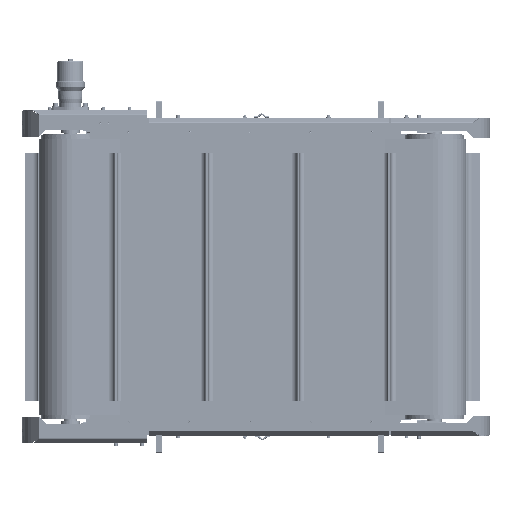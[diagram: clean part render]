
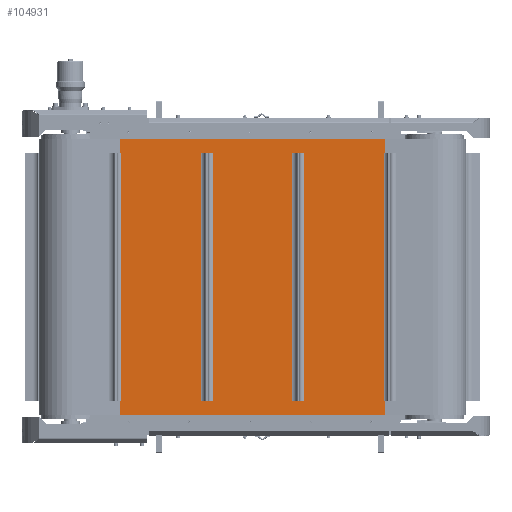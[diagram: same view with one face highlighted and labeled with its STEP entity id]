
A CAD part, left-side view. The second image highlights one B-rep face of the part: STEP entity #104931.
In plain terms, the highlighted planar face has unit normal (-1, 0, 0).
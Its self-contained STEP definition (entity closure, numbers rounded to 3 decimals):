
#1306=FACE_BOUND('',#14317,.T.);
#1307=FACE_BOUND('',#14318,.T.);
#3412=PLANE('',#111012);
#8399=FACE_OUTER_BOUND('',#14316,.T.);
#14316=EDGE_LOOP('',(#69049,#69050,#69051,#69052,#69053,#69054,#69055,#69056,
#69057,#69058,#69059,#69060));
#14317=EDGE_LOOP('',(#69061,#69062,#69063,#69064));
#14318=EDGE_LOOP('',(#69065,#69066,#69067,#69068));
#21052=LINE('',#150619,#30319);
#21058=LINE('',#150635,#30325);
#21071=LINE('',#150664,#30338);
#21073=LINE('',#150669,#30340);
#21077=LINE('',#150676,#30344);
#21078=LINE('',#150680,#30345);
#21082=LINE('',#150688,#30349);
#21095=LINE('',#150722,#30362);
#21097=LINE('',#150725,#30364);
#21098=LINE('',#150729,#30365);
#21102=LINE('',#150737,#30369);
#21115=LINE('',#150771,#30382);
#21117=LINE('',#150774,#30384);
#21118=LINE('',#150778,#30385);
#21136=LINE('',#150823,#30403);
#21139=LINE('',#150827,#30406);
#21140=LINE('',#150830,#30407);
#21141=LINE('',#150831,#30408);
#21142=LINE('',#150833,#30409);
#21143=LINE('',#150834,#30410);
#30319=VECTOR('',#121134,10.);
#30325=VECTOR('',#121146,10.);
#30338=VECTOR('',#121175,10.);
#30340=VECTOR('',#121181,10.);
#30344=VECTOR('',#121185,10.);
#30345=VECTOR('',#121188,10.);
#30349=VECTOR('',#121194,10.);
#30362=VECTOR('',#121227,10.);
#30364=VECTOR('',#121231,10.);
#30365=VECTOR('',#121234,10.);
#30369=VECTOR('',#121240,10.);
#30382=VECTOR('',#121273,10.);
#30384=VECTOR('',#121277,10.);
#30385=VECTOR('',#121280,10.);
#30403=VECTOR('',#121320,10.);
#30406=VECTOR('',#121325,10.);
#30407=VECTOR('',#121328,10.);
#30408=VECTOR('',#121329,10.);
#30409=VECTOR('',#121330,10.);
#30410=VECTOR('',#121331,10.);
#43663=VERTEX_POINT('',#150615);
#43665=VERTEX_POINT('',#150618);
#43672=VERTEX_POINT('',#150634);
#43680=VERTEX_POINT('',#150661);
#43681=VERTEX_POINT('',#150668);
#43684=VERTEX_POINT('',#150674);
#43685=VERTEX_POINT('',#150678);
#43686=VERTEX_POINT('',#150679);
#43689=VERTEX_POINT('',#150687);
#43700=VERTEX_POINT('',#150721);
#43701=VERTEX_POINT('',#150727);
#43702=VERTEX_POINT('',#150728);
#43705=VERTEX_POINT('',#150736);
#43716=VERTEX_POINT('',#150770);
#43717=VERTEX_POINT('',#150776);
#43718=VERTEX_POINT('',#150777);
#43733=VERTEX_POINT('',#150821);
#43734=VERTEX_POINT('',#150822);
#43735=VERTEX_POINT('',#150829);
#43736=VERTEX_POINT('',#150832);
#53442=EDGE_CURVE('',#43665,#43663,#21052,.T.);
#53450=EDGE_CURVE('',#43672,#43665,#21058,.T.);
#53465=EDGE_CURVE('',#43680,#43672,#21071,.T.);
#53467=EDGE_CURVE('',#43681,#43680,#21073,.T.);
#53471=EDGE_CURVE('',#43663,#43684,#21077,.T.);
#53472=EDGE_CURVE('',#43685,#43686,#21078,.T.);
#53476=EDGE_CURVE('',#43689,#43685,#21082,.T.);
#53493=EDGE_CURVE('',#43700,#43689,#21095,.T.);
#53495=EDGE_CURVE('',#43686,#43700,#21097,.T.);
#53496=EDGE_CURVE('',#43701,#43702,#21098,.T.);
#53500=EDGE_CURVE('',#43705,#43701,#21102,.T.);
#53517=EDGE_CURVE('',#43716,#43705,#21115,.T.);
#53519=EDGE_CURVE('',#43702,#43716,#21117,.T.);
#53520=EDGE_CURVE('',#43717,#43718,#21118,.T.);
#53542=EDGE_CURVE('',#43733,#43734,#21136,.T.);
#53545=EDGE_CURVE('',#43718,#43733,#21139,.T.);
#53546=EDGE_CURVE('',#43735,#43684,#21140,.T.);
#53547=EDGE_CURVE('',#43735,#43717,#21141,.T.);
#53548=EDGE_CURVE('',#43734,#43736,#21142,.T.);
#53549=EDGE_CURVE('',#43681,#43736,#21143,.T.);
#69049=ORIENTED_EDGE('',*,*,#53442,.T.);
#69050=ORIENTED_EDGE('',*,*,#53471,.T.);
#69051=ORIENTED_EDGE('',*,*,#53546,.F.);
#69052=ORIENTED_EDGE('',*,*,#53547,.T.);
#69053=ORIENTED_EDGE('',*,*,#53520,.T.);
#69054=ORIENTED_EDGE('',*,*,#53545,.T.);
#69055=ORIENTED_EDGE('',*,*,#53542,.T.);
#69056=ORIENTED_EDGE('',*,*,#53548,.T.);
#69057=ORIENTED_EDGE('',*,*,#53549,.F.);
#69058=ORIENTED_EDGE('',*,*,#53467,.T.);
#69059=ORIENTED_EDGE('',*,*,#53465,.T.);
#69060=ORIENTED_EDGE('',*,*,#53450,.T.);
#69061=ORIENTED_EDGE('',*,*,#53476,.T.);
#69062=ORIENTED_EDGE('',*,*,#53472,.T.);
#69063=ORIENTED_EDGE('',*,*,#53495,.T.);
#69064=ORIENTED_EDGE('',*,*,#53493,.T.);
#69065=ORIENTED_EDGE('',*,*,#53500,.T.);
#69066=ORIENTED_EDGE('',*,*,#53496,.T.);
#69067=ORIENTED_EDGE('',*,*,#53519,.T.);
#69068=ORIENTED_EDGE('',*,*,#53517,.T.);
#104931=ADVANCED_FACE('',(#8399,#1306,#1307),#3412,.T.);
#111012=AXIS2_PLACEMENT_3D('',#150828,#121326,#121327);
#121134=DIRECTION('',(0.,-1.,0.));
#121146=DIRECTION('',(0.,0.,1.));
#121175=DIRECTION('',(0.,1.,0.));
#121181=DIRECTION('',(0.,0.,1.));
#121185=DIRECTION('',(0.,0.,1.));
#121188=DIRECTION('',(0.,0.,1.));
#121194=DIRECTION('',(0.,1.,0.));
#121227=DIRECTION('',(0.,0.,-1.));
#121231=DIRECTION('',(0.,-1.,0.));
#121234=DIRECTION('',(0.,0.,1.));
#121240=DIRECTION('',(0.,1.,0.));
#121273=DIRECTION('',(0.,0.,-1.));
#121277=DIRECTION('',(0.,-1.,0.));
#121280=DIRECTION('',(0.,-1.,0.));
#121320=DIRECTION('',(0.,1.,0.));
#121325=DIRECTION('',(0.,0.,-1.));
#121326=DIRECTION('center_axis',(-1.,0.,0.));
#121327=DIRECTION('ref_axis',(0.,-1.,0.));
#121328=DIRECTION('',(0.,-1.,0.));
#121329=DIRECTION('',(0.,0.,-1.));
#121330=DIRECTION('',(0.,0.,-1.));
#121331=DIRECTION('',(0.,1.,0.));
#150615=CARTESIAN_POINT('',(-201.85,-501.513,450.));
#150618=CARTESIAN_POINT('',(-201.85,-497.91,450.));
#150619=CARTESIAN_POINT('',(-201.85,-31.236,450.));
#150634=CARTESIAN_POINT('',(-201.85,-497.91,-450.));
#150635=CARTESIAN_POINT('',(-201.85,-497.91,0.));
#150661=CARTESIAN_POINT('',(-201.85,-501.513,-450.));
#150664=CARTESIAN_POINT('',(-201.85,-31.236,-450.));
#150668=CARTESIAN_POINT('',(-201.85,-501.513,-500.));
#150669=CARTESIAN_POINT('',(-201.85,-501.513,0.));
#150674=CARTESIAN_POINT('',(-201.85,-501.513,500.));
#150676=CARTESIAN_POINT('',(-201.85,-501.513,0.));
#150678=CARTESIAN_POINT('',(-201.85,-166.192,-450.));
#150679=CARTESIAN_POINT('',(-201.85,-166.192,450.));
#150680=CARTESIAN_POINT('',(-201.85,-166.192,0.));
#150687=CARTESIAN_POINT('',(-201.85,-210.192,-450.));
#150688=CARTESIAN_POINT('',(-201.85,134.661,-450.));
#150721=CARTESIAN_POINT('',(-201.85,-210.192,450.));
#150722=CARTESIAN_POINT('',(-201.85,-210.192,0.));
#150725=CARTESIAN_POINT('',(-201.85,134.661,450.));
#150727=CARTESIAN_POINT('',(-201.85,165.924,-450.));
#150728=CARTESIAN_POINT('',(-201.85,165.924,450.));
#150729=CARTESIAN_POINT('',(-201.85,165.924,0.));
#150736=CARTESIAN_POINT('',(-201.85,121.924,-450.));
#150737=CARTESIAN_POINT('',(-201.85,300.719,-450.));
#150770=CARTESIAN_POINT('',(-201.85,121.924,450.));
#150771=CARTESIAN_POINT('',(-201.85,121.924,0.));
#150774=CARTESIAN_POINT('',(-201.85,300.719,450.));
#150776=CARTESIAN_POINT('',(-201.85,457.513,450.));
#150777=CARTESIAN_POINT('',(-201.85,453.641,450.));
#150778=CARTESIAN_POINT('',(-201.85,466.615,450.));
#150821=CARTESIAN_POINT('',(-201.85,453.641,-450.));
#150822=CARTESIAN_POINT('',(-201.85,457.513,-450.));
#150823=CARTESIAN_POINT('',(-201.85,466.615,-450.));
#150827=CARTESIAN_POINT('',(-201.85,453.641,0.));
#150828=CARTESIAN_POINT('Origin',(-201.85,457.513,0.));
#150829=CARTESIAN_POINT('',(-201.85,457.513,500.));
#150830=CARTESIAN_POINT('',(-201.85,457.513,500.));
#150831=CARTESIAN_POINT('',(-201.85,457.513,0.));
#150832=CARTESIAN_POINT('',(-201.85,457.513,-500.));
#150833=CARTESIAN_POINT('',(-201.85,457.513,0.));
#150834=CARTESIAN_POINT('',(-201.85,457.513,-500.));
